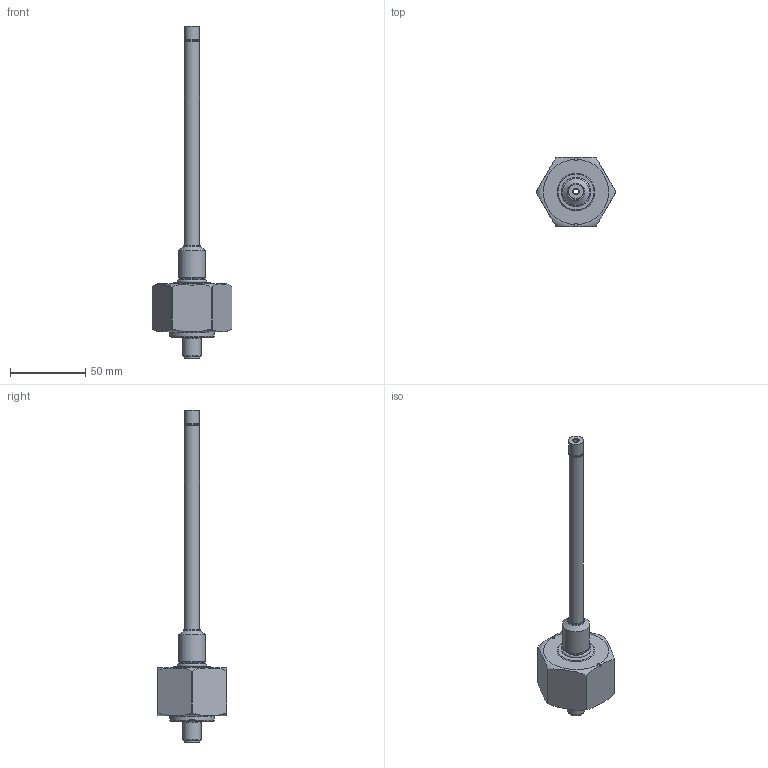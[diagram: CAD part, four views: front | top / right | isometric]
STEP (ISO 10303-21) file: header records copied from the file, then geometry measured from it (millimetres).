
FILE_DESCRIPTION (( 'STEP AP214' ), '1' );
FILE_NAME ('TM1-0100-308-___-1__.STEP', '2019-06-28T09:42:53', ( '' ), ( '' ), 'SwSTEP 2.0', 'SolidWorks 2017', '' );
FILE_SCHEMA (( 'AUTOMOTIVE_DESIGN' ));
Length unit declared in the file: millimetre
Products named in the file (1): TM1-0100-308-___-1__
Bounding box: 53 x 46 x 220.94 mm (x, y, z)
Surface area: 18084.6 mm2 (no closed solid volume)
Topology: 0 solids, 15 shells, 100 faces, 254 edges, 170 vertices
Faces by surface type: plane 43, cylinder 33, torus 18, cone 6
Full cylindrical faces by diameter (mm): 1 x4, 3.3 x1, 9 x1, 9.8 x2, 10 x1, 10.4 x1, 11.2 x1, 12 x1, 15.7 x1, 18 x1, 29.8 x1, 38 x1, 41.5 x1, 42.5 x1
Entity records: 4155 total; most frequent: CARTESIAN_POINT 805, DIRECTION 484, ORIENTED_EDGE 364, EDGE_CURVE 206, AXIS2_PLACEMENT_3D 202, VERTEX_POINT 161, EDGE_LOOP 153, FACE_OUTER_BOUND 133
